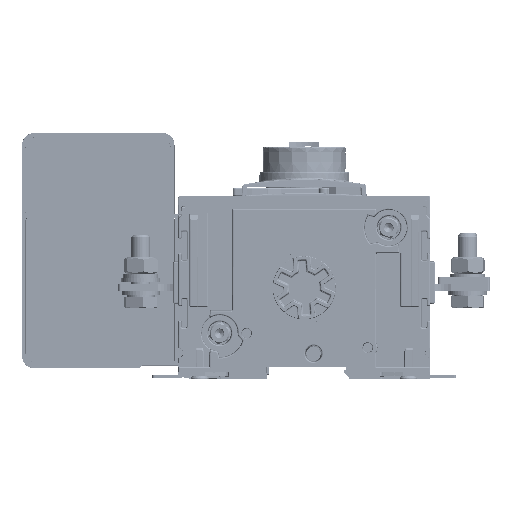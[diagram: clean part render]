
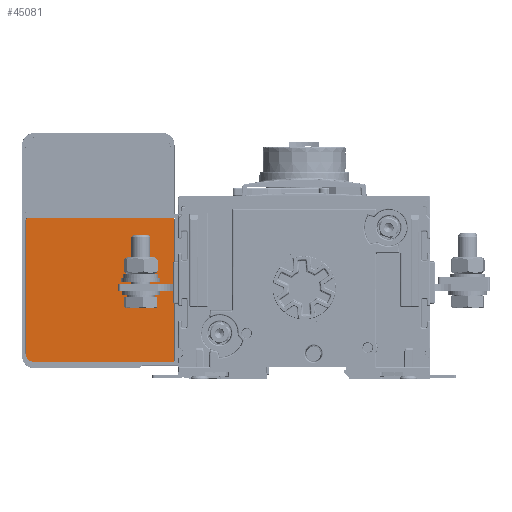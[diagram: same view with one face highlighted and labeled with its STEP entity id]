
A CAD part, front view. The second image highlights one B-rep face of the part: STEP entity #45081.
In plain terms, the highlighted planar face has unit normal (0, -1, 0).
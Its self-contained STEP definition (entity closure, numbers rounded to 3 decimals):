
#1245=ELLIPSE('',#149258,1.008,1.);
#1258=ELLIPSE('',#149305,0.302,0.3);
#1272=ELLIPSE('',#149394,0.302,0.3);
#9184=LINE('',#224519,#22154);
#9189=LINE('',#224535,#22159);
#9246=LINE('',#224738,#22216);
#9247=LINE('',#224739,#22217);
#22154=VECTOR('',#167207,1.);
#22159=VECTOR('',#167224,1.);
#22216=VECTOR('',#167437,1.);
#22217=VECTOR('',#167438,1.);
#34810=FACE_OUTER_BOUND('',#56453,.T.);
#45081=ADVANCED_FACE('',(#34810),#51312,.F.);
#51312=PLANE('',#149395);
#56453=EDGE_LOOP('',(#69178,#69179,#69180,#69181,#69182,#69183,#69184,#69185));
#69178=ORIENTED_EDGE('',*,*,#121589,.T.);
#69179=ORIENTED_EDGE('',*,*,#121497,.T.);
#69180=ORIENTED_EDGE('',*,*,#121691,.F.);
#69181=ORIENTED_EDGE('',*,*,#121583,.F.);
#69182=ORIENTED_EDGE('',*,*,#121581,.F.);
#69183=ORIENTED_EDGE('',*,*,#121568,.T.);
#69184=ORIENTED_EDGE('',*,*,#121692,.F.);
#69185=ORIENTED_EDGE('',*,*,#121693,.T.);
#103832=VERTEX_POINT('',#224344);
#103833=VERTEX_POINT('',#224346);
#103884=VERTEX_POINT('',#224490);
#103885=VERTEX_POINT('',#224492);
#103896=VERTEX_POINT('',#224520);
#103897=VERTEX_POINT('',#224524);
#103901=VERTEX_POINT('',#224536);
#103969=VERTEX_POINT('',#224740);
#121497=EDGE_CURVE('',#103833,#103832,#1245,.T.);
#121568=EDGE_CURVE('',#103885,#103884,#1258,.T.);
#121581=EDGE_CURVE('',#103885,#103896,#9184,.T.);
#121583=EDGE_CURVE('',#103896,#103897,#142727,.T.);
#121589=EDGE_CURVE('',#103901,#103833,#9189,.T.);
#121691=EDGE_CURVE('',#103897,#103832,#9246,.T.);
#121692=EDGE_CURVE('',#103969,#103884,#9247,.T.);
#121693=EDGE_CURVE('',#103969,#103901,#1272,.T.);
#142727=CIRCLE('',#149311,3.523);
#149258=AXIS2_PLACEMENT_3D('',#224345,#167044,#167045);
#149305=AXIS2_PLACEMENT_3D('',#224491,#167185,#167186);
#149311=AXIS2_PLACEMENT_3D('',#224523,#167211,#167212);
#149394=AXIS2_PLACEMENT_3D('',#224741,#167439,#167440);
#149395=AXIS2_PLACEMENT_3D('',#224742,#167441,#167442);
#167044=DIRECTION('',(0.,-1.,0.));
#167045=DIRECTION('',(-0.707,0.,0.707));
#167185=DIRECTION('',(0.,-1.,0.));
#167186=DIRECTION('',(0.707,0.,-0.707));
#167207=DIRECTION('',(-1.,0.,0.));
#167211=DIRECTION('',(0.,1.,0.));
#167212=DIRECTION('',(0.,0.,-1.));
#167224=DIRECTION('',(-1.,0.,0.));
#167437=DIRECTION('',(0.,0.,1.));
#167438=DIRECTION('',(0.,0.,-1.));
#167439=DIRECTION('',(0.,-1.,0.));
#167440=DIRECTION('',(0.707,0.,0.707));
#167441=DIRECTION('',(0.,1.,0.));
#167442=DIRECTION('',(0.,0.,-1.));
#224344=CARTESIAN_POINT('',(-116.079,-61.8,61.053));
#224345=CARTESIAN_POINT('',(-115.075,-61.8,61.045));
#224346=CARTESIAN_POINT('',(-115.083,-61.8,62.049));
#224490=CARTESIAN_POINT('',(-54.096,-61.8,2.365));
#224491=CARTESIAN_POINT('',(-54.397,-61.8,2.367));
#224492=CARTESIAN_POINT('',(-54.395,-61.8,2.066));
#224519=CARTESIAN_POINT('',(-85.087,-61.8,2.066));
#224520=CARTESIAN_POINT('',(-112.555,-61.8,2.066));
#224523=CARTESIAN_POINT('',(-112.556,-61.8,5.589));
#224524=CARTESIAN_POINT('',(-116.079,-61.8,5.59));
#224535=CARTESIAN_POINT('',(-85.087,-61.8,62.049));
#224536=CARTESIAN_POINT('',(-54.395,-61.8,62.049));
#224738=CARTESIAN_POINT('',(-116.079,-61.8,32.058));
#224739=CARTESIAN_POINT('',(-54.096,-61.8,62.058));
#224740=CARTESIAN_POINT('',(-54.096,-61.8,61.75));
#224741=CARTESIAN_POINT('',(-54.397,-61.8,61.748));
#224742=CARTESIAN_POINT('',(-85.087,-61.8,32.058));
